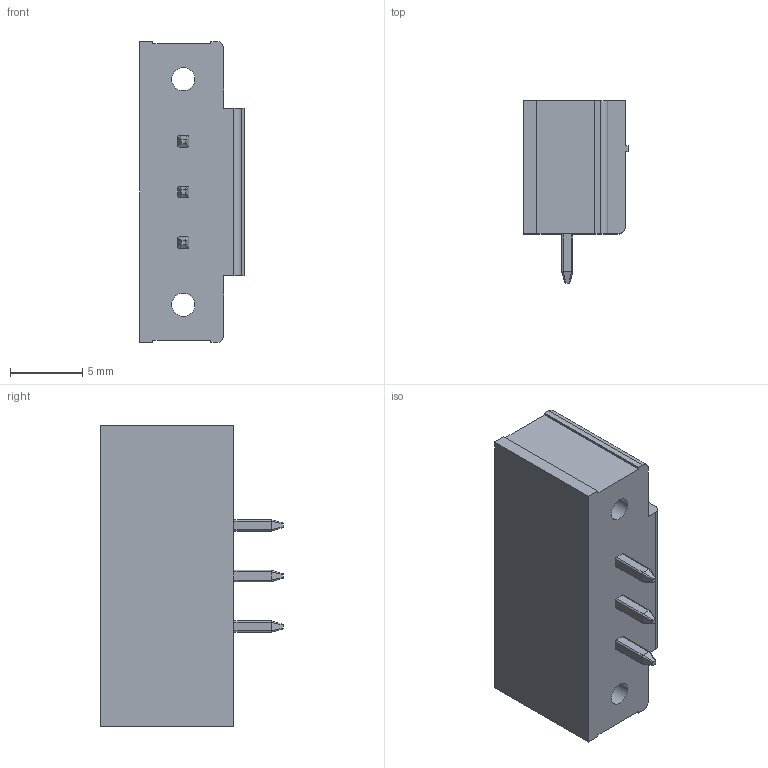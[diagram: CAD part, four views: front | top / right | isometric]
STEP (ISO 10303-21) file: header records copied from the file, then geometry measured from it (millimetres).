
FILE_DESCRIPTION((''),'2;1');
FILE_NAME('13754.1_STL1550_3F_35_V.stp','2014-02-06T12:54:41',('swilken'),(''),'Autodesk Inventor 2011','Autodesk Inventor 2011','');
FILE_SCHEMA(('AUTOMOTIVE_DESIGN { 1 0 10303 214 1 1 1 1 }'));
Length unit declared in the file: millimetre
Products named in the file (1): STL1550_3F_35_V
Bounding box: 7.2 x 12.6 x 20.8 mm (x, y, z)
Volume: 822.3 mm3; surface area: 1476.8 mm2
Topology: 1 solids, 1 shells, 261 faces, 672 edges, 427 vertices
Faces by surface type: plane 170, cylinder 58, bspline 24, cone 6, torus 3
Full cylindrical faces by diameter (mm): 1.6 x2, 2.5 x2
Entity records: 8226 total; most frequent: CARTESIAN_POINT 1873, ORIENTED_EDGE 1324, DIRECTION 1272, EDGE_CURVE 662, VECTOR 480, LINE 480, VERTEX_POINT 427, AXIS2_PLACEMENT_3D 396
